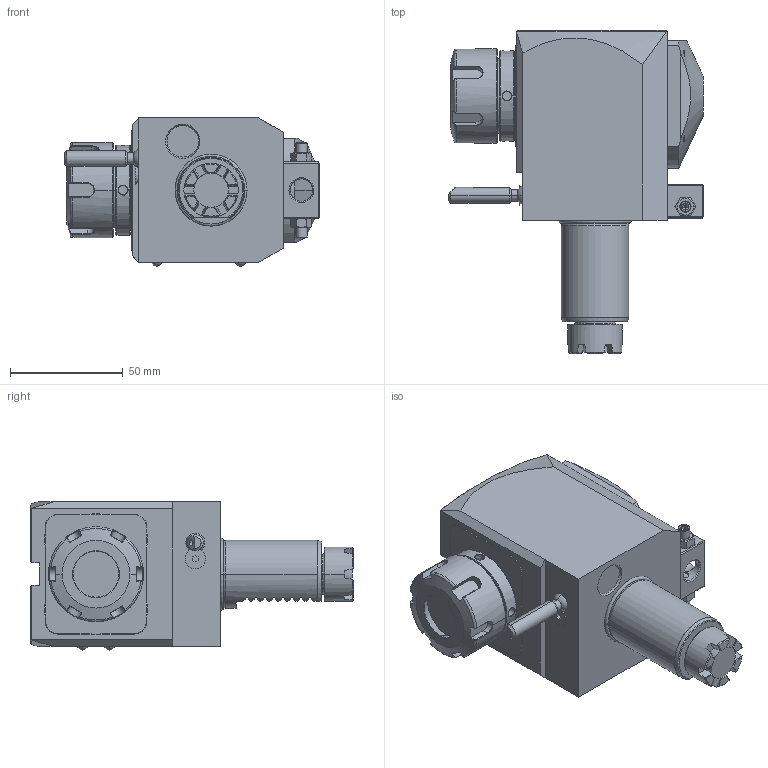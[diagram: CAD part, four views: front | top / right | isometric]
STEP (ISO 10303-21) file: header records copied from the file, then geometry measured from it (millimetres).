
FILE_DESCRIPTION((''),'2;1');
FILE_NAME('NGT1_30_241_25_1_2_55','2017-10-17T',('vali'),('NOVA GRUP'),'PRO/ENGINEER BY PARAMETRIC TECHNOLOGY CORPORATION, 2010280','PRO/ENGINEER BY PARAMETRIC TECHNOLOGY CORPORATION, 2010280','');
FILE_SCHEMA(('CONFIG_CONTROL_DESIGN'));
Length unit declared in the file: millimetre
Products named in the file (1): NGT1_30_241_25_1_2_55
Bounding box: 112.88 x 143 x 65.6 mm (x, y, z)
Volume: 448735.8 mm3; surface area: 46327.8 mm2
Topology: 1 solids, 1 shells, 461 faces, 1150 edges, 706 vertices
Faces by surface type: plane 212, cylinder 94, cone 79, bspline 56, torus 14, sphere 6
Entity records: 19136 total; most frequent: CARTESIAN_POINT 8899, ORIENTED_EDGE 2268, DIRECTION 1850, EDGE_CURVE 1134, VERTEX_POINT 706, AXIS2_PLACEMENT_3D 665, VECTOR 520, LINE 520
